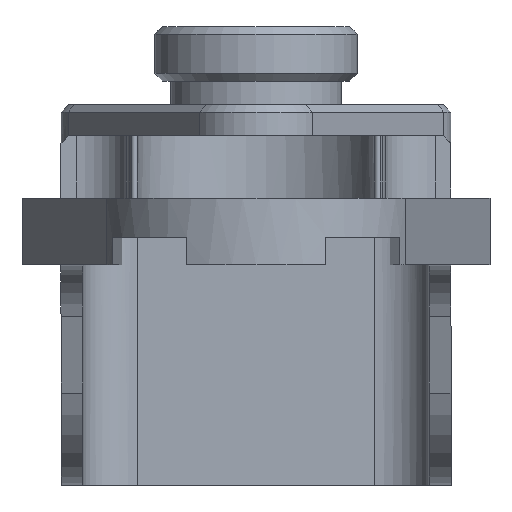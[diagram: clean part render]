
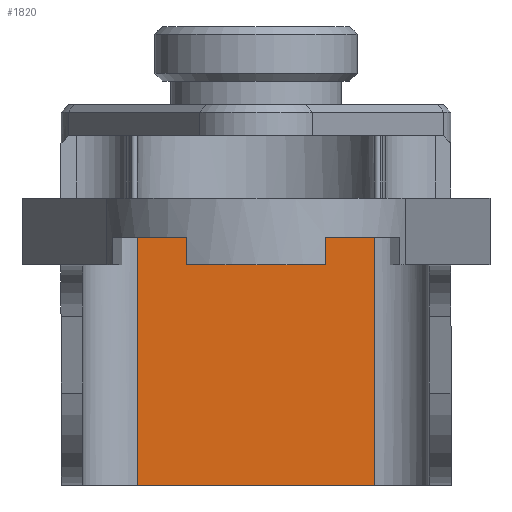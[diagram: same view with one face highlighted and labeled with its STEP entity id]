
A CAD part, left-side view. The second image highlights one B-rep face of the part: STEP entity #1820.
In plain terms, the highlighted planar face has unit normal (-1, 0, 0).
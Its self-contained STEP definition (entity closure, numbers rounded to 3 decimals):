
#54=PLANE('',#2010);
#167=FACE_OUTER_BOUND('',#270,.T.);
#270=EDGE_LOOP('',(#1533,#1534,#1535,#1536));
#377=LINE('',#2831,#557);
#390=LINE('',#2892,#570);
#391=LINE('',#2895,#571);
#441=LINE('',#3053,#621);
#557=VECTOR('',#2254,10.);
#570=VECTOR('',#2299,10.);
#571=VECTOR('',#2302,10.);
#621=VECTOR('',#2458,10.);
#836=VERTEX_POINT('',#2828);
#837=VERTEX_POINT('',#2830);
#858=VERTEX_POINT('',#2890);
#859=VERTEX_POINT('',#2894);
#1038=EDGE_CURVE('',#837,#836,#377,.T.);
#1064=EDGE_CURVE('',#858,#836,#390,.T.);
#1065=EDGE_CURVE('',#837,#859,#391,.T.);
#1147=EDGE_CURVE('',#859,#858,#441,.F.);
#1533=ORIENTED_EDGE('',*,*,#1064,.F.);
#1534=ORIENTED_EDGE('',*,*,#1147,.F.);
#1535=ORIENTED_EDGE('',*,*,#1065,.F.);
#1536=ORIENTED_EDGE('',*,*,#1038,.T.);
#1820=ADVANCED_FACE('',(#167),#54,.T.);
#2010=AXIS2_PLACEMENT_3D('',#3052,#2456,#2457);
#2254=DIRECTION('',(0.,1.,0.));
#2299=DIRECTION('',(0.,0.,1.));
#2302=DIRECTION('',(0.,0.,-1.));
#2456=DIRECTION('center_axis',(-1.,0.,0.));
#2457=DIRECTION('ref_axis',(0.,-1.,0.));
#2458=DIRECTION('',(0.,-1.,0.));
#2828=CARTESIAN_POINT('',(4.322,10.664,30.563));
#2830=CARTESIAN_POINT('',(4.322,-4.536,30.563));
#2831=CARTESIAN_POINT('',(4.322,6.814,30.563));
#2890=CARTESIAN_POINT('',(4.322,10.664,9.64));
#2892=CARTESIAN_POINT('',(4.322,10.664,23.779));
#2894=CARTESIAN_POINT('',(4.322,-4.536,9.64));
#2895=CARTESIAN_POINT('',(4.322,-4.536,23.779));
#3052=CARTESIAN_POINT('Origin',(4.322,10.564,23.779));
#3053=CARTESIAN_POINT('',(4.322,6.814,9.64));
